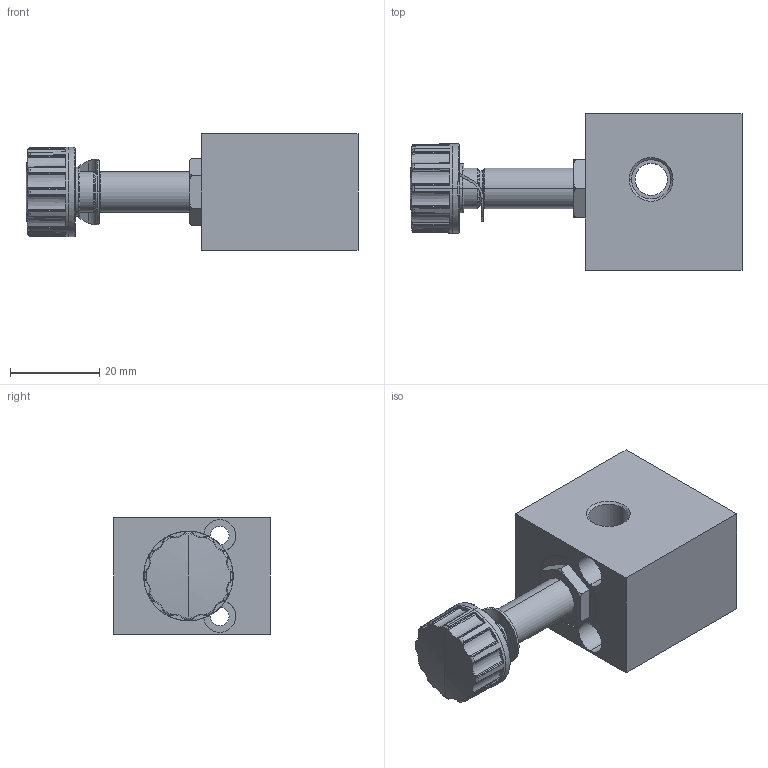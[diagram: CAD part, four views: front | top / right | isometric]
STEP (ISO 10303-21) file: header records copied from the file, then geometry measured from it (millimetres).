
FILE_DESCRIPTION (( 'STEP AP214' ), '1' );
FILE_NAME ('00_097_3.STEP', '2016-01-12T17:05:20', ( '' ), ( '' ), 'SwSTEP 2.0', 'SolidWorks 2016', '' );
FILE_SCHEMA (( 'AUTOMOTIVE_DESIGN' ));
Length unit declared in the file: millimetre
Products named in the file (1): 00_097_3
Bounding box: 74.2 x 35 x 26 mm (x, y, z)
Volume: 32469.5 mm3; surface area: 11618 mm2
Topology: 1 solids, 3 shells, 303 faces, 824 edges, 533 vertices
Faces by surface type: plane 116, cone 88, cylinder 59, torus 34, bspline 4, sphere 2
Entity records: 13856 total; most frequent: CARTESIAN_POINT 3127, ORIENTED_EDGE 1648, DIRECTION 1441, EDGE_CURVE 824, AXIS2_PLACEMENT_3D 579, VERTEX_POINT 533, EDGE_LOOP 323, UNCERTAINTY_MEASURE_WITH_UNIT 304
